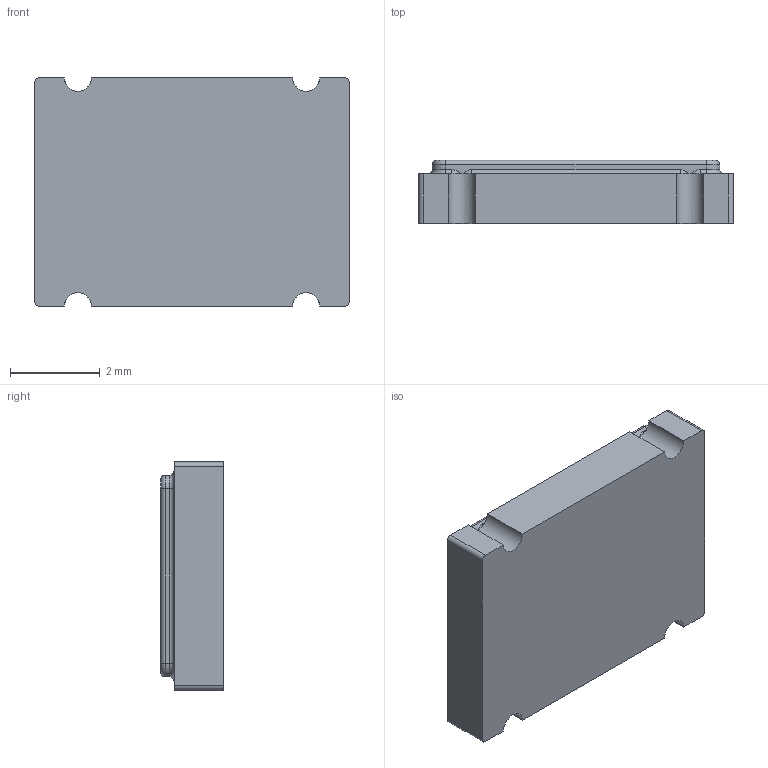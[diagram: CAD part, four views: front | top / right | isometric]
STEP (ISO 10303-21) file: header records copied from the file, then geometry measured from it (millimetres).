
FILE_DESCRIPTION(('STEP AP203'), '1');
FILE_NAME('smd7050', '', ('UNSPECIFIED'), ('UNSPECIFIED'), 'ASCON STEP Converter 1.3', 'ASCON Math Kernel', '');
FILE_SCHEMA(('CONFIG_CONTROL_DESIGN'));
Length unit declared in the file: millimetre
Bounding box: 7 x 1.4 x 5.08 mm (x, y, z)
Volume: 47 mm3; surface area: 102.6 mm2
Topology: 1 solids, 1 shells, 60 faces, 151 edges, 86 vertices
Faces by surface type: cylinder 25, plane 19, torus 8, bspline 8
Full cylindrical faces by diameter (mm): 0.5 x1
Entity records: 2496 total; most frequent: CARTESIAN_POINT 581, DIRECTION 310, ORIENTED_EDGE 284, EDGE_CURVE 142, AXIS2_PLACEMENT_3D 123, VERTEX_POINT 86, CIRCLE 70, LINE 64
